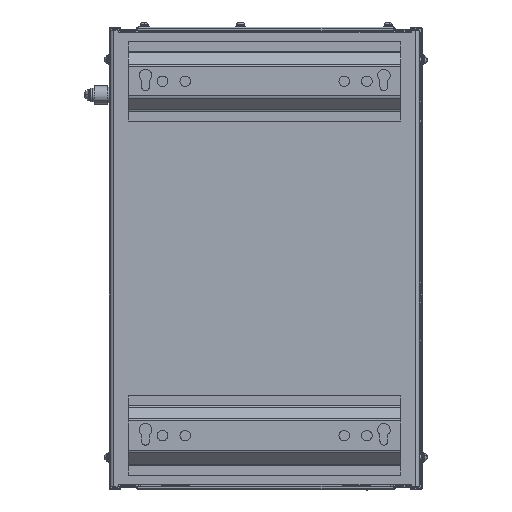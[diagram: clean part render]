
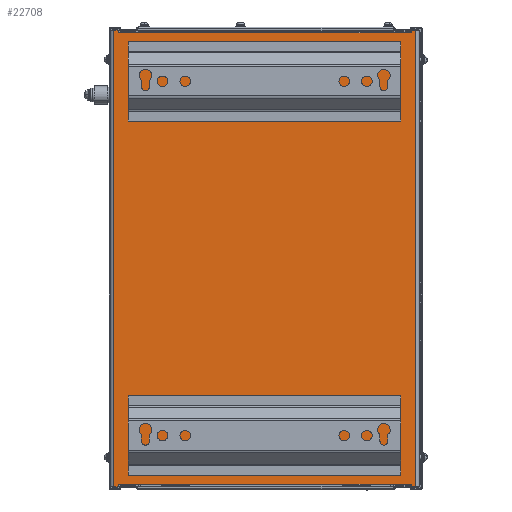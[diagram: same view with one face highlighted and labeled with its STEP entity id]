
A CAD part, front view. The second image highlights one B-rep face of the part: STEP entity #22708.
In plain terms, the highlighted face is planar.
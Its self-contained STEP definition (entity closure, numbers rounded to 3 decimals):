
#22708=ADVANCED_FACE('',(#63497),#63499,.T.);
#63497=FACE_OUTER_BOUND('',#63498,.T.);
#63498=EDGE_LOOP('',(#95113,#95114,#95115,#95116,#95117,#95118,#95119,#95120,#95121,
#95122,#95123,#95124));
#63499=PLANE('',#63500);
#63500=AXIS2_PLACEMENT_3D('',#63501,#63502,#63503);
#63501=CARTESIAN_POINT('',(-241.,-57.,1.5));
#63502=DIRECTION('',(0.,0.,1.));
#63503=DIRECTION('',(1.,0.,0.));
#95113=ORIENTED_EDGE('',*,*,#115975,.T.);
#95114=ORIENTED_EDGE('',*,*,#115976,.T.);
#95115=ORIENTED_EDGE('',*,*,#115977,.F.);
#95116=ORIENTED_EDGE('',*,*,#115978,.T.);
#95117=ORIENTED_EDGE('',*,*,#115979,.F.);
#95118=ORIENTED_EDGE('',*,*,#115980,.T.);
#95119=ORIENTED_EDGE('',*,*,#115981,.T.);
#95120=ORIENTED_EDGE('',*,*,#115982,.T.);
#95121=ORIENTED_EDGE('',*,*,#115983,.T.);
#95122=ORIENTED_EDGE('',*,*,#115963,.F.);
#95123=ORIENTED_EDGE('',*,*,#115984,.T.);
#95124=ORIENTED_EDGE('',*,*,#115985,.T.);
#115963=EDGE_CURVE('',#130258,#130260,#130261,.T.);
#115975=EDGE_CURVE('',#130281,#130282,#130283,.T.);
#115976=EDGE_CURVE('',#130282,#130284,#130285,.T.);
#115977=EDGE_CURVE('',#130286,#130284,#130287,.T.);
#115978=EDGE_CURVE('',#130286,#130288,#130289,.T.);
#115979=EDGE_CURVE('',#130290,#130288,#130291,.T.);
#115980=EDGE_CURVE('',#130290,#130292,#130293,.T.);
#115981=EDGE_CURVE('',#130292,#130294,#130295,.T.);
#115982=EDGE_CURVE('',#130294,#130296,#130297,.T.);
#115983=EDGE_CURVE('',#130296,#130260,#130298,.T.);
#115984=EDGE_CURVE('',#130258,#130299,#130300,.T.);
#115985=EDGE_CURVE('',#130299,#130281,#130301,.T.);
#130258=VERTEX_POINT('',#159065);
#130260=VERTEX_POINT('',#159070);
#130261=LINE('',#159071,#159072);
#130281=VERTEX_POINT('',#159122);
#130282=VERTEX_POINT('',#159123);
#130283=LINE('',#159124,#159125);
#130284=VERTEX_POINT('',#159127);
#130285=LINE('',#159128,#159129);
#130286=VERTEX_POINT('',#159131);
#130287=LINE('',#159132,#159133);
#130288=VERTEX_POINT('',#159135);
#130289=LINE('',#159136,#159137);
#130290=VERTEX_POINT('',#159139);
#130291=LINE('',#159140,#159141);
#130292=VERTEX_POINT('',#159143);
#130293=LINE('',#159144,#159145);
#130294=VERTEX_POINT('',#159147);
#130295=LINE('',#159148,#159149);
#130296=VERTEX_POINT('',#159151);
#130297=LINE('',#159152,#159153);
#130298=LINE('',#159155,#159156);
#130299=VERTEX_POINT('',#159158);
#130300=LINE('',#159159,#159160);
#130301=LINE('',#159162,#159163);
#159065=CARTESIAN_POINT('',(-241.,-57.,1.5));
#159070=CARTESIAN_POINT('',(-241.,345.,1.5));
#159071=CARTESIAN_POINT('',(-241.,-57.,1.5));
#159072=VECTOR('',#159073,1.);
#159073=DIRECTION('',(0.,1.,0.));
#159122=CARTESIAN_POINT('',(-237.,-55.,1.5));
#159123=CARTESIAN_POINT('',(21.,-55.,1.5));
#159124=CARTESIAN_POINT('',(-237.,-55.,1.5));
#159125=VECTOR('',#159126,1.);
#159126=DIRECTION('',(1.,0.,0.));
#159127=CARTESIAN_POINT('',(21.,-57.,1.5));
#159128=CARTESIAN_POINT('',(21.,-55.,1.5));
#159129=VECTOR('',#159130,1.);
#159130=DIRECTION('',(0.,-1.,0.));
#159131=CARTESIAN_POINT('',(25.,-57.,1.5));
#159132=CARTESIAN_POINT('',(25.,-57.,1.5));
#159133=VECTOR('',#159134,1.);
#159134=DIRECTION('',(-1.,0.,0.));
#159135=CARTESIAN_POINT('',(25.,345.,1.5));
#159136=CARTESIAN_POINT('',(25.,-57.,1.5));
#159137=VECTOR('',#159138,1.);
#159138=DIRECTION('',(0.,1.,0.));
#159139=CARTESIAN_POINT('',(21.,345.,1.5));
#159140=CARTESIAN_POINT('',(21.,345.,1.5));
#159141=VECTOR('',#159142,1.);
#159142=DIRECTION('',(1.,0.,0.));
#159143=CARTESIAN_POINT('',(21.,343.,1.5));
#159144=CARTESIAN_POINT('',(21.,345.,1.5));
#159145=VECTOR('',#159146,1.);
#159146=DIRECTION('',(0.,-1.,0.));
#159147=CARTESIAN_POINT('',(-237.,343.,1.5));
#159148=CARTESIAN_POINT('',(21.,343.,1.5));
#159149=VECTOR('',#159150,1.);
#159150=DIRECTION('',(-1.,0.,0.));
#159151=CARTESIAN_POINT('',(-237.,345.,1.5));
#159152=CARTESIAN_POINT('',(-237.,343.,1.5));
#159153=VECTOR('',#159154,1.);
#159154=DIRECTION('',(0.,1.,0.));
#159155=CARTESIAN_POINT('',(-237.,345.,1.5));
#159156=VECTOR('',#159157,1.);
#159157=DIRECTION('',(-1.,0.,0.));
#159158=CARTESIAN_POINT('',(-237.,-57.,1.5));
#159159=CARTESIAN_POINT('',(-241.,-57.,1.5));
#159160=VECTOR('',#159161,1.);
#159161=DIRECTION('',(1.,0.,0.));
#159162=CARTESIAN_POINT('',(-237.,-57.,1.5));
#159163=VECTOR('',#159164,1.);
#159164=DIRECTION('',(0.,1.,0.));
